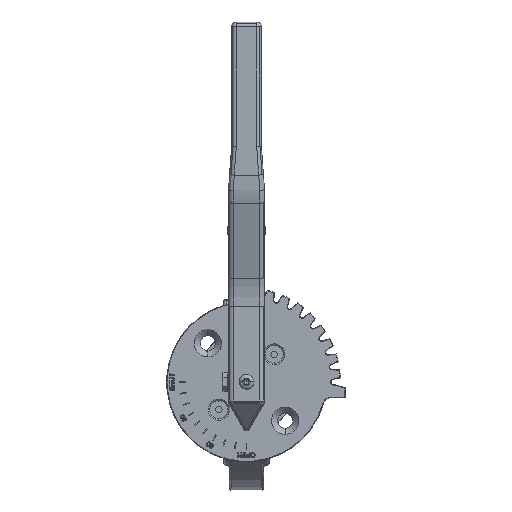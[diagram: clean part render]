
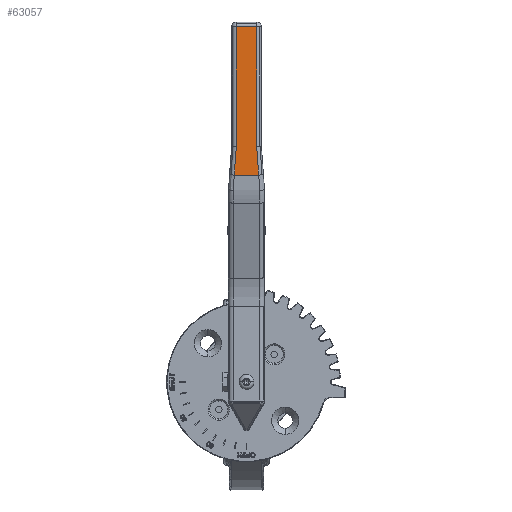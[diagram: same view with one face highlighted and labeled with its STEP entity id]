
A CAD part, top view. The second image highlights one B-rep face of the part: STEP entity #63057.
In plain terms, the highlighted planar face has unit normal (0, 0, 1).
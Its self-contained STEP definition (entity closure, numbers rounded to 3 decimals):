
#57186=CARTESIAN_POINT('',(7.825,132.17,140.));
#57187=VERTEX_POINT('',#57186);
#57197=CARTESIAN_POINT('',(-7.825,132.17,140.));
#57198=VERTEX_POINT('',#57197);
#57199=CARTESIAN_POINT('',(7.825,132.17,140.));
#57200=DIRECTION('',(-1.,-0.,-0.));
#57201=VECTOR('',#57200,15.65);
#57202=LINE('',#57199,#57201);
#57203=EDGE_CURVE('',#57187,#57198,#57202,.T.);
#63011=CARTESIAN_POINT('',(-0.,132.17,140.));
#63012=DIRECTION('',(-0.,0.,1.));
#63013=DIRECTION('',(1.,0.,0.));
#63014=AXIS2_PLACEMENT_3D('',#63011,#63012,#63013);
#63015=PLANE('',#63014);
#63016=CARTESIAN_POINT('',(6.5,150.391,140.));
#63017=VERTEX_POINT('',#63016);
#63018=CARTESIAN_POINT('',(6.5,150.391,140.));
#63019=DIRECTION('',(0.073,-0.997,0.));
#63020=VECTOR('',#63019,18.269);
#63021=LINE('',#63018,#63020);
#63022=EDGE_CURVE('',#63017,#57187,#63021,.T.);
#63023=ORIENTED_EDGE('',*,*,#63022,.F.);
#63024=CARTESIAN_POINT('',(6.5,227.,140.));
#63025=VERTEX_POINT('',#63024);
#63026=CARTESIAN_POINT('',(6.5,227.,140.));
#63027=DIRECTION('',(0.,-1.,0.));
#63028=VECTOR('',#63027,76.609);
#63029=LINE('',#63026,#63028);
#63030=EDGE_CURVE('',#63025,#63017,#63029,.T.);
#63031=ORIENTED_EDGE('',*,*,#63030,.F.);
#63032=CARTESIAN_POINT('',(-6.5,227.,140.));
#63033=VERTEX_POINT('',#63032);
#63034=CARTESIAN_POINT('',(-6.5,227.,140.));
#63035=DIRECTION('',(1.,0.,0.));
#63036=VECTOR('',#63035,13.);
#63037=LINE('',#63034,#63036);
#63038=EDGE_CURVE('',#63033,#63025,#63037,.T.);
#63039=ORIENTED_EDGE('',*,*,#63038,.F.);
#63040=CARTESIAN_POINT('',(-6.5,150.391,140.));
#63041=VERTEX_POINT('',#63040);
#63042=CARTESIAN_POINT('',(-6.5,150.391,140.));
#63043=DIRECTION('',(-0.,1.,-0.));
#63044=VECTOR('',#63043,76.609);
#63045=LINE('',#63042,#63044);
#63046=EDGE_CURVE('',#63041,#63033,#63045,.T.);
#63047=ORIENTED_EDGE('',*,*,#63046,.F.);
#63048=CARTESIAN_POINT('',(-7.825,132.17,140.));
#63049=DIRECTION('',(0.073,0.997,-0.));
#63050=VECTOR('',#63049,18.269);
#63051=LINE('',#63048,#63050);
#63052=EDGE_CURVE('',#57198,#63041,#63051,.T.);
#63053=ORIENTED_EDGE('',*,*,#63052,.F.);
#63054=ORIENTED_EDGE('',*,*,#57203,.F.);
#63055=EDGE_LOOP('',(#63023,#63031,#63039,#63047,#63053,#63054));
#63056=FACE_BOUND('',#63055,.T.);
#63057=ADVANCED_FACE('',(#63056),#63015,.T.);
